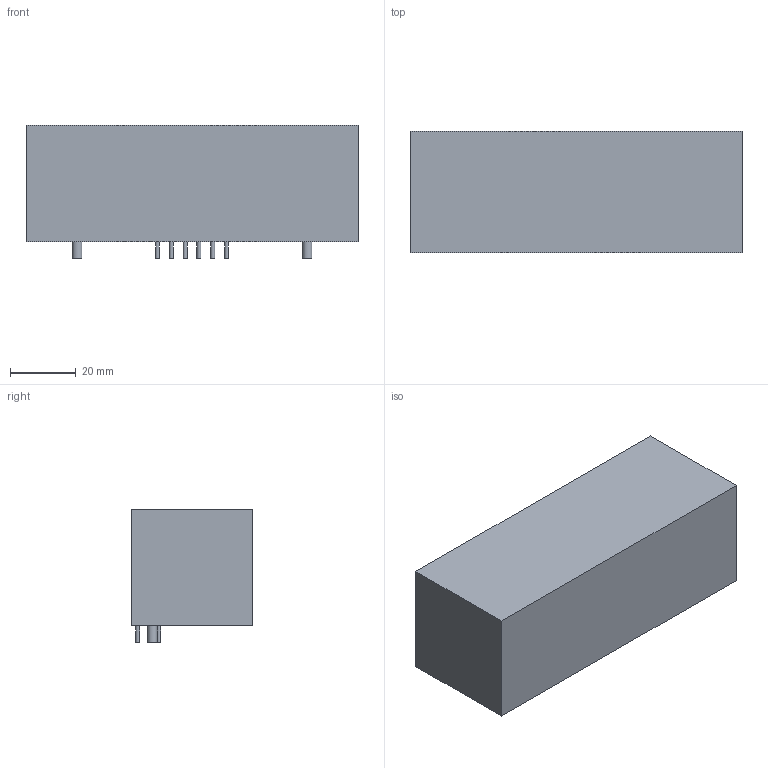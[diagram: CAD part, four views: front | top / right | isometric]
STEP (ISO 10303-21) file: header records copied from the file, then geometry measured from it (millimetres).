
FILE_DESCRIPTION(('FreeCAD Model'),'2;1');
FILE_NAME('2289345.1.4.stp','2020-04-11T00:06:17',( 'Author'),(''),'Open CASCADE STEP processor 6.9','FreeCAD','Unknown' );
FILE_SCHEMA(('AUTOMOTIVE_DESIGN { 1 0 10303 214 1 1 1 1 }'));
Length unit declared in the file: millimetre
Products named in the file (3): ASSEMBLY; Body; Leads
Assembly tree (15 placements, depth 2):
  ASSEMBLY
    Body
    Leads  x14
Bounding box: 101 x 36.9 x 40.5 mm (x, y, z)
Volume: 133910.7 mm3; surface area: 22568.9 mm2
Topology: 197 solids, 197 shells, 594 faces, 600 edges, 400 vertices
Faces by surface type: plane 398, cylinder 196
Full cylindrical faces by diameter (mm): 1.2 x168, 3 x28
Entity records: 1889 total; most frequent: DIRECTION 318, CARTESIAN_POINT 262, ORIENTED_EDGE 108, PCURVE 108, DEFINITIONAL_REPRESENTATION 108, LINE 106, VECTOR 106, AXIS2_PLACEMENT_3D 92
